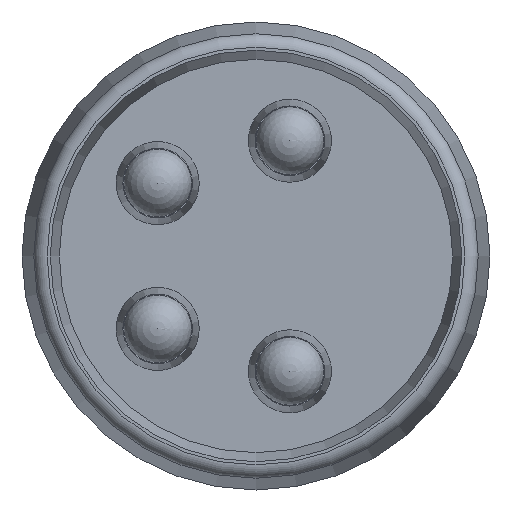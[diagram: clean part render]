
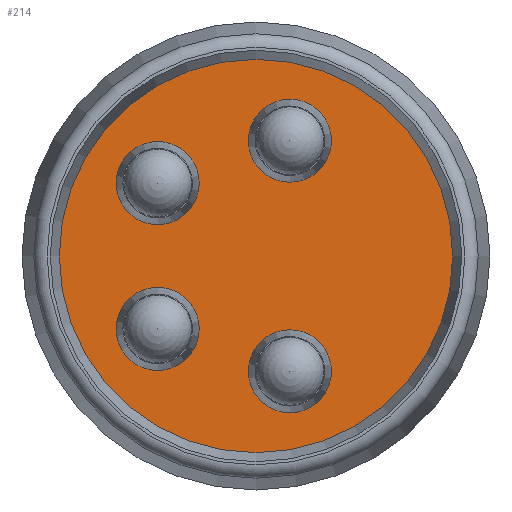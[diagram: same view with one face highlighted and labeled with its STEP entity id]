
A CAD part, front view. The second image highlights one B-rep face of the part: STEP entity #214.
In plain terms, the highlighted planar face has unit normal (0, -1, 0).
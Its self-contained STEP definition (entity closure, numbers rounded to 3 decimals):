
#214=ADVANCED_FACE('',(#324,#325,#326,#327,#328),#275,.F.);
#275=PLANE('',#1148);
#324=FACE_BOUND('',#473,.T.);
#325=FACE_BOUND('',#474,.T.);
#326=FACE_BOUND('',#475,.T.);
#327=FACE_BOUND('',#476,.T.);
#328=FACE_BOUND('',#477,.T.);
#473=EDGE_LOOP('',(#697));
#474=EDGE_LOOP('',(#698));
#475=EDGE_LOOP('',(#699));
#476=EDGE_LOOP('',(#700));
#477=EDGE_LOOP('',(#701));
#697=ORIENTED_EDGE('',*,*,#955,.F.);
#698=ORIENTED_EDGE('',*,*,#954,.T.);
#699=ORIENTED_EDGE('',*,*,#953,.T.);
#700=ORIENTED_EDGE('',*,*,#952,.T.);
#701=ORIENTED_EDGE('',*,*,#956,.F.);
#836=VERTEX_POINT('',#1707);
#837=VERTEX_POINT('',#1710);
#838=VERTEX_POINT('',#1713);
#839=VERTEX_POINT('',#1716);
#840=VERTEX_POINT('',#1719);
#952=EDGE_CURVE('',#836,#836,#1032,.T.);
#953=EDGE_CURVE('',#837,#837,#1033,.T.);
#954=EDGE_CURVE('',#838,#838,#1034,.T.);
#955=EDGE_CURVE('',#839,#839,#1035,.T.);
#956=EDGE_CURVE('',#840,#840,#1036,.T.);
#1032=CIRCLE('',#1139,0.613);
#1033=CIRCLE('',#1141,0.613);
#1034=CIRCLE('',#1143,0.613);
#1035=CIRCLE('',#1145,2.9);
#1036=CIRCLE('',#1147,0.613);
#1139=AXIS2_PLACEMENT_3D('',#1706,#1391,#1392);
#1141=AXIS2_PLACEMENT_3D('',#1709,#1395,#1396);
#1143=AXIS2_PLACEMENT_3D('',#1712,#1399,#1400);
#1145=AXIS2_PLACEMENT_3D('',#1715,#1403,#1404);
#1147=AXIS2_PLACEMENT_3D('',#1718,#1407,#1408);
#1148=AXIS2_PLACEMENT_3D('',#1720,#1409,#1410);
#1391=DIRECTION('',(0.,1.,0.));
#1392=DIRECTION('',(0.,0.,-1.));
#1395=DIRECTION('',(0.,1.,0.));
#1396=DIRECTION('',(0.,0.,-1.));
#1399=DIRECTION('',(0.,1.,0.));
#1400=DIRECTION('',(0.,0.,-1.));
#1403=DIRECTION('',(0.,1.,0.));
#1404=DIRECTION('',(0.,0.,-1.));
#1407=DIRECTION('',(0.,-1.,0.));
#1408=DIRECTION('',(0.,0.,-1.));
#1409=DIRECTION('',(0.,1.,0.));
#1410=DIRECTION('',(0.,0.,1.));
#1706=CARTESIAN_POINT('',(50.5,52.7,1.7));
#1707=CARTESIAN_POINT('',(50.5,52.7,1.087));
#1709=CARTESIAN_POINT('',(48.55,52.7,-1.075));
#1710=CARTESIAN_POINT('',(48.55,52.7,-1.688));
#1712=CARTESIAN_POINT('',(50.5,52.7,-1.7));
#1713=CARTESIAN_POINT('',(50.5,52.7,-2.313));
#1715=CARTESIAN_POINT('',(50.,52.7,0.));
#1716=CARTESIAN_POINT('',(50.,52.7,-2.9));
#1718=CARTESIAN_POINT('',(48.55,52.7,1.075));
#1719=CARTESIAN_POINT('',(48.55,52.7,0.462));
#1720=CARTESIAN_POINT('',(50.,52.7,0.));
